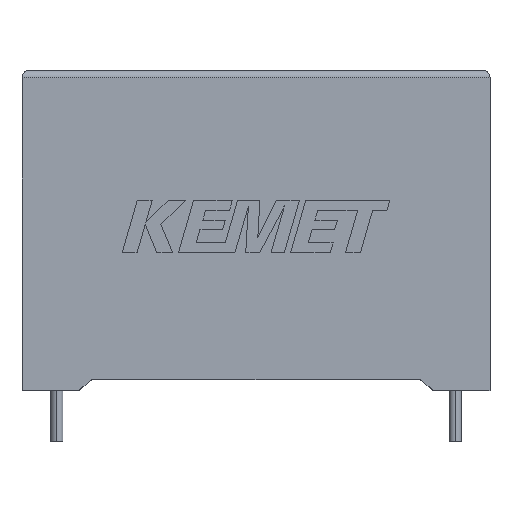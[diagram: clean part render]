
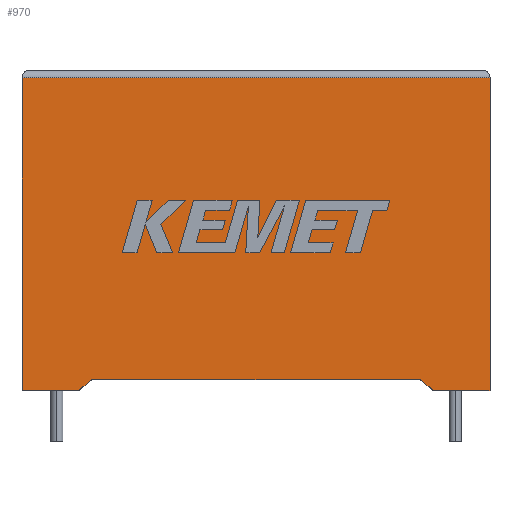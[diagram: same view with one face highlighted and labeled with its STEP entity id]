
A CAD part, top view. The second image highlights one B-rep face of the part: STEP entity #970.
In plain terms, the highlighted planar face has unit normal (0, 0, 1).
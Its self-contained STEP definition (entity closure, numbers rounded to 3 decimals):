
#63 = ORIENTED_EDGE ( 'NONE', *, *, #955, .T. ) ;
#264 = EDGE_CURVE ( 'NONE', #2970, #1802, #1911, .T. ) ;
#291 = DIRECTION ( 'NONE',  ( -0.762, -0.647, 0. ) ) ;
#407 = DIRECTION ( 'NONE',  ( -1., 0., 0. ) ) ;
#417 = CARTESIAN_POINT ( 'NONE',  ( 0., 0., 13.2 ) ) ;
#422 = DIRECTION ( 'NONE',  ( 0., 0., -1. ) ) ;
#441 = CARTESIAN_POINT ( 'NONE',  ( 0., 0., 13.2 ) ) ;
#496 = CARTESIAN_POINT ( 'NONE',  ( 3.9, 0., 13.2 ) ) ;
#512 = LINE ( 'NONE', #2525, #2023 ) ;
#543 = ORIENTED_EDGE ( 'NONE', *, *, #1200, .T. ) ;
#630 = ORIENTED_EDGE ( 'NONE', *, *, #1104, .F. ) ;
#683 = VERTEX_POINT ( 'NONE', #2748 ) ;
#691 = CARTESIAN_POINT ( 'NONE',  ( 27.503, 0.762, 13.2 ) ) ;
#709 = EDGE_LOOP ( 'NONE', ( #63, #2791, #985, #2003, #2647, #630, #1559, #543 ) ) ;
#791 = EDGE_CURVE ( 'NONE', #1394, #2054, #3046, .T. ) ;
#848 = DIRECTION ( 'NONE',  ( 0., -1., 0. ) ) ;
#857 = DIRECTION ( 'NONE',  ( 0.762, -0.647, 0. ) ) ;
#867 = VECTOR ( 'NONE', #978, 1000. ) ;
#955 = EDGE_CURVE ( 'NONE', #683, #1394, #512, .T. ) ;
#970 = ADVANCED_FACE ( 'NONE', ( #1625 ), #1858, .F. ) ;
#978 = DIRECTION ( 'NONE',  ( 1., 0., 0. ) ) ;
#985 = ORIENTED_EDGE ( 'NONE', *, *, #2375, .T. ) ;
#990 = DIRECTION ( 'NONE',  ( -1., 0., 0. ) ) ;
#1076 = AXIS2_PLACEMENT_3D ( 'NONE', #441, #422, #407 ) ;
#1104 = EDGE_CURVE ( 'NONE', #1330, #1673, #1247, .T. ) ;
#1151 = CARTESIAN_POINT ( 'NONE',  ( 0., 21.6, 13.2 ) ) ;
#1192 = CARTESIAN_POINT ( 'NONE',  ( 0., 21.6, 13.2 ) ) ;
#1200 = EDGE_CURVE ( 'NONE', #2736, #683, #1818, .T. ) ;
#1223 = EDGE_CURVE ( 'NONE', #1330, #2736, #2046, .T. ) ;
#1224 = DIRECTION ( 'NONE',  ( 0., 1., 0. ) ) ;
#1228 = VECTOR ( 'NONE', #848, 1000. ) ;
#1247 = LINE ( 'NONE', #2434, #2405 ) ;
#1288 = CARTESIAN_POINT ( 'NONE',  ( 0., 0., 13.2 ) ) ;
#1330 = VERTEX_POINT ( 'NONE', #691 ) ;
#1340 = CARTESIAN_POINT ( 'NONE',  ( 28.4, 0., 13.2 ) ) ;
#1394 = VERTEX_POINT ( 'NONE', #1906 ) ;
#1470 = EDGE_CURVE ( 'NONE', #1673, #1802, #1751, .T. ) ;
#1559 = ORIENTED_EDGE ( 'NONE', *, *, #1223, .T. ) ;
#1625 = FACE_OUTER_BOUND ( 'NONE', #709, .T. ) ;
#1673 = VERTEX_POINT ( 'NONE', #1770 ) ;
#1751 = LINE ( 'NONE', #2431, #1917 ) ;
#1770 = CARTESIAN_POINT ( 'NONE',  ( 4.797, 0.762, 13.2 ) ) ;
#1802 = VERTEX_POINT ( 'NONE', #496 ) ;
#1812 = VECTOR ( 'NONE', #2139, 1000. ) ;
#1818 = LINE ( 'NONE', #2253, #3056 ) ;
#1858 = PLANE ( 'NONE',  #1076 ) ;
#1906 = CARTESIAN_POINT ( 'NONE',  ( 32.3, 21.6, 13.2 ) ) ;
#1911 = LINE ( 'NONE', #2593, #867 ) ;
#1917 = VECTOR ( 'NONE', #291, 1000. ) ;
#2003 = ORIENTED_EDGE ( 'NONE', *, *, #264, .T. ) ;
#2014 = DIRECTION ( 'NONE',  ( 1., 0., 0. ) ) ;
#2023 = VECTOR ( 'NONE', #1224, 1000. ) ;
#2046 = LINE ( 'NONE', #1340, #2211 ) ;
#2054 = VERTEX_POINT ( 'NONE', #1151 ) ;
#2139 = DIRECTION ( 'NONE',  ( -1., 0., 0. ) ) ;
#2211 = VECTOR ( 'NONE', #857, 1000. ) ;
#2230 = LINE ( 'NONE', #1288, #1228 ) ;
#2253 = CARTESIAN_POINT ( 'NONE',  ( 0., 0., 13.2 ) ) ;
#2323 = CARTESIAN_POINT ( 'NONE',  ( 28.4, 0., 13.2 ) ) ;
#2375 = EDGE_CURVE ( 'NONE', #2054, #2970, #2230, .T. ) ;
#2405 = VECTOR ( 'NONE', #990, 1000. ) ;
#2431 = CARTESIAN_POINT ( 'NONE',  ( 3.9, 0., 13.2 ) ) ;
#2434 = CARTESIAN_POINT ( 'NONE',  ( 16.15, 0.762, 13.2 ) ) ;
#2525 = CARTESIAN_POINT ( 'NONE',  ( 32.3, 0., 13.2 ) ) ;
#2593 = CARTESIAN_POINT ( 'NONE',  ( 0., 0., 13.2 ) ) ;
#2647 = ORIENTED_EDGE ( 'NONE', *, *, #1470, .F. ) ;
#2736 = VERTEX_POINT ( 'NONE', #2323 ) ;
#2748 = CARTESIAN_POINT ( 'NONE',  ( 32.3, 0., 13.2 ) ) ;
#2791 = ORIENTED_EDGE ( 'NONE', *, *, #791, .T. ) ;
#2970 = VERTEX_POINT ( 'NONE', #417 ) ;
#3046 = LINE ( 'NONE', #1192, #1812 ) ;
#3056 = VECTOR ( 'NONE', #2014, 1000. ) ;
